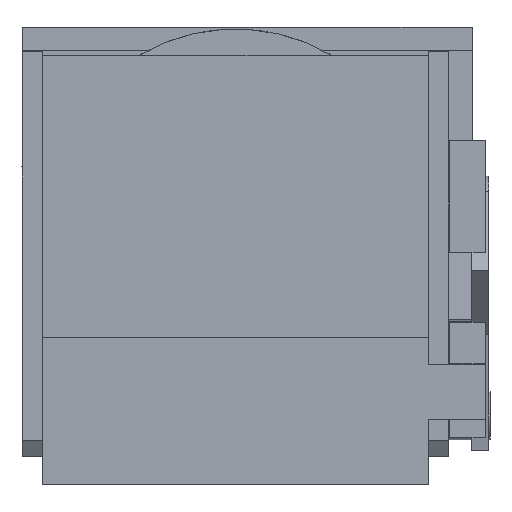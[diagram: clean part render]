
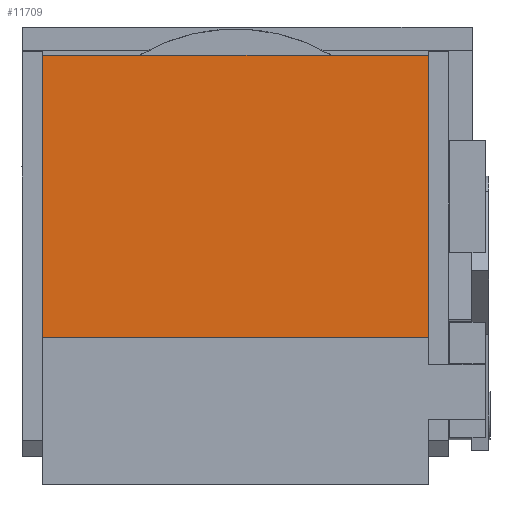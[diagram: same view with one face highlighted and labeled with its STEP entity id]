
A CAD part, front view. The second image highlights one B-rep face of the part: STEP entity #11709.
In plain terms, the highlighted planar face has unit normal (0, -1, 0).
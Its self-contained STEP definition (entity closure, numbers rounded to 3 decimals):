
#671=DIRECTION('',(0.,0.,1.));
#672=VECTOR('',#671,25.61);
#673=CARTESIAN_POINT('',(28.2,1.503,5.802));
#674=LINE('',#673,#672);
#916=CARTESIAN_POINT('',(0.,1.503,5.802));
#917=CARTESIAN_POINT('',(3.133,1.503,5.802));
#918=CARTESIAN_POINT('',(9.4,1.5,5.802));
#919=CARTESIAN_POINT('',(18.8,1.5,5.802));
#920=CARTESIAN_POINT('',(25.067,1.503,5.802));
#921=CARTESIAN_POINT('',(28.2,1.503,5.802));
#993=DIRECTION('',(0.,0.,-1.));
#994=VECTOR('',#993,25.61);
#995=CARTESIAN_POINT('',(0.,1.507,31.412));
#996=LINE('',#995,#994);
#1097=CARTESIAN_POINT('',(28.2,1.507,31.412));
#1098=CARTESIAN_POINT('',(25.067,1.507,31.412));
#1099=CARTESIAN_POINT('',(18.8,1.51,31.412));
#1100=CARTESIAN_POINT('',(9.4,1.51,31.412));
#1101=CARTESIAN_POINT('',(3.133,1.507,31.412));
#1102=CARTESIAN_POINT('',(0.,1.507,
31.412));
#4384=CARTESIAN_POINT('',(28.2,1.503,5.802));
#4385=VERTEX_POINT('',#4384);
#4386=CARTESIAN_POINT('',(28.2,1.507,31.412));
#4387=VERTEX_POINT('',#4386);
#4634=VERTEX_POINT('',#1102);
#4669=CARTESIAN_POINT('',(0.,1.503,5.802));
#4670=VERTEX_POINT('',#4669);
#11698=CARTESIAN_POINT('',(29.7,1.51,33.312));
#11699=DIRECTION('',(0.,-1.,0.));
#11700=DIRECTION('',(1.,0.,0.));
#11701=AXIS2_PLACEMENT_3D('',#11698,#11699,#11700);
#11702=PLANE('',#11701);
#11703=ORIENTED_EDGE('',*,*,#6283,.F.);
#11704=ORIENTED_EDGE('',*,*,#6371,.F.);
#11705=ORIENTED_EDGE('',*,*,#6483,.F.);
#11706=ORIENTED_EDGE('',*,*,#5966,.F.);
#11707=EDGE_LOOP('',(#11703,#11704,#11705,#11706));
#11708=FACE_OUTER_BOUND('',#11707,.F.);
#922=B_SPLINE_CURVE_WITH_KNOTS('',3,(#916,#917,#918,#919,#920,#921),
.UNSPECIFIED.,.F.,.F.,(4,1,1,4),(0.,0.333,0.667,1.),
.UNSPECIFIED.);
#1103=B_SPLINE_CURVE_WITH_KNOTS('',3,(#1097,#1098,#1099,#1100,#1101,#1102),
.UNSPECIFIED.,.F.,.F.,(4,1,1,4),(0.,0.333,0.667,1.),
.UNSPECIFIED.);
#5966=EDGE_CURVE('',#4385,#4387,#674,.T.);
#6283=EDGE_CURVE('',#4670,#4385,#922,.T.);
#6371=EDGE_CURVE('',#4634,#4670,#996,.T.);
#6483=EDGE_CURVE('',#4387,#4634,#1103,.T.);
#11709=ADVANCED_FACE('',(#11708),#11702,.T.);
